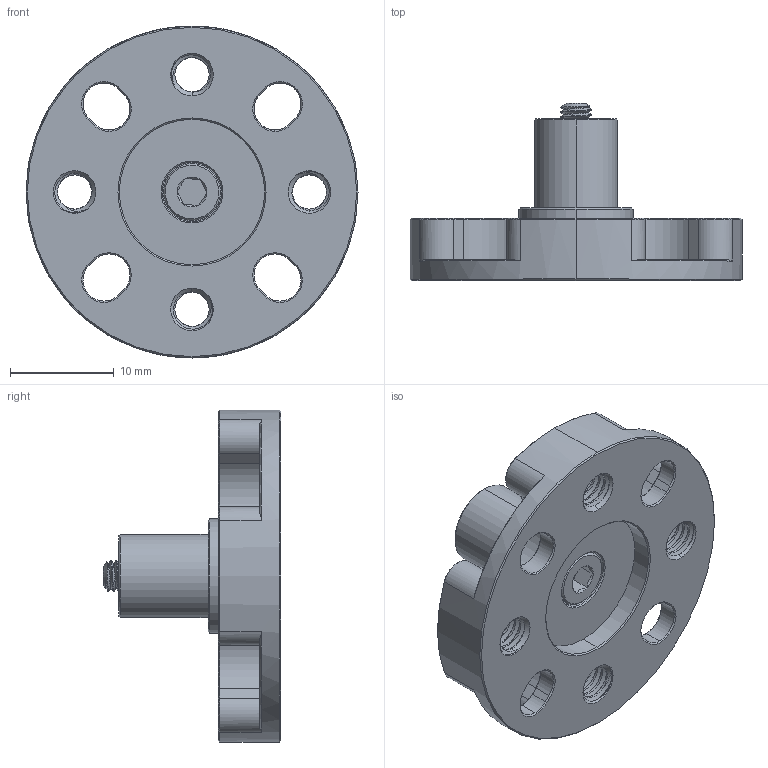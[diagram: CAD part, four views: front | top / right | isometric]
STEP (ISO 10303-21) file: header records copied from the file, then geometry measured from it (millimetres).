
FILE_DESCRIPTION (( 'STEP AP203' ), '1' );
FILE_NAME ('1910-0025-0816.STEP', '2021-10-13T20:33:02', ( '' ), ( '' ), 'SwSTEP 2.0', 'SolidWorks 2016', '' );
FILE_SCHEMA (( 'CONFIG_CONTROL_DESIGN' ));
Length unit declared in the file: millimetre
Products named in the file (3): 2800-0003-0012; 1910-0025-0816
Assembly tree (2 placements, depth 2):
  1910-0025-0816
    1910-0025-0816
    2800-0003-0012
Bounding box: 32 x 17.1 x 32 mm (x, y, z)
Volume: 3524.4 mm3; surface area: 3478 mm2
Topology: 2 solids, 2 shells, 547 faces, 1507 edges, 972 vertices
Faces by surface type: cylinder 329, plane 112, cone 96, bspline 10
Entity records: 30148 total; most frequent: CARTESIAN_POINT 17126, ORIENTED_EDGE 3014, DIRECTION 2411, EDGE_CURVE 1507, VERTEX_POINT 972, AXIS2_PLACEMENT_3D 873, LINE 665, VECTOR 665
